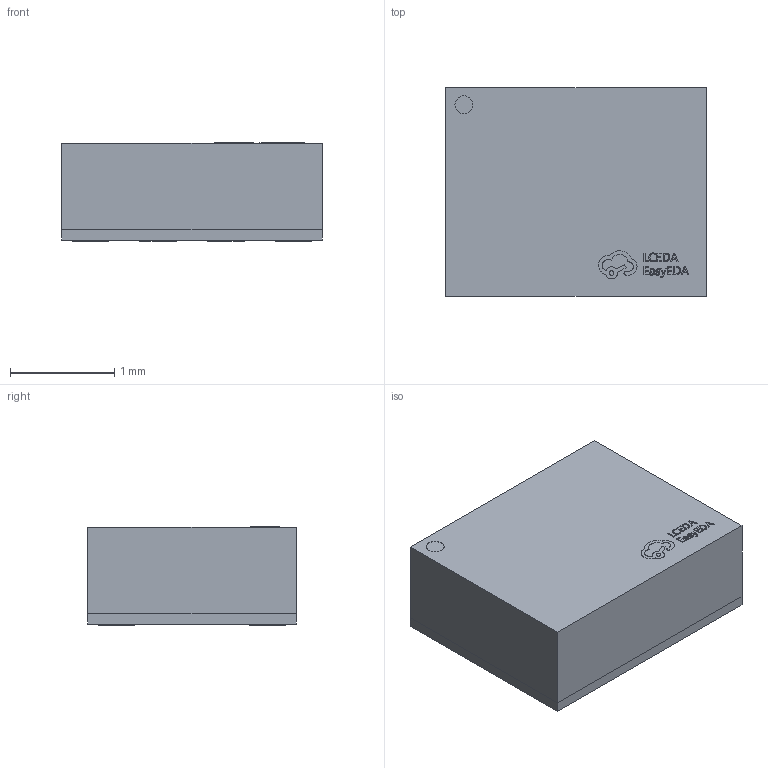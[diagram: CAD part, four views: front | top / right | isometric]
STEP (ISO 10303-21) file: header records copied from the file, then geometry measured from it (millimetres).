
FILE_DESCRIPTION (( 'STEP AP214' ), '1' );
FILE_NAME ('LGA-8_DPS310XTSA1.step', '2022-07-04T13:35:22', ( '' ), ( '' ), 'SwSTEP 2.0', 'SolidWorks 2020', '' );
FILE_SCHEMA (( 'AUTOMOTIVE_DESIGN' ));
Length unit declared in the file: millimetre
Products named in the file (1): LGA-8_DPS310XTSA1
Bounding box: 2.5 x 2 x 0.94 mm (x, y, z)
Volume: 4.7 mm3; surface area: 28.5 mm2
Topology: 2 solids, 2 shells, 338 faces, 897 edges, 598 vertices
Faces by surface type: plane 224, bspline 112, cylinder 2
Entity records: 15338 total; most frequent: CARTESIAN_POINT 3938, ORIENTED_EDGE 1794, DIRECTION 1127, EDGE_CURVE 897, VECTOR 665, LINE 665, VERTEX_POINT 598, EDGE_LOOP 373
